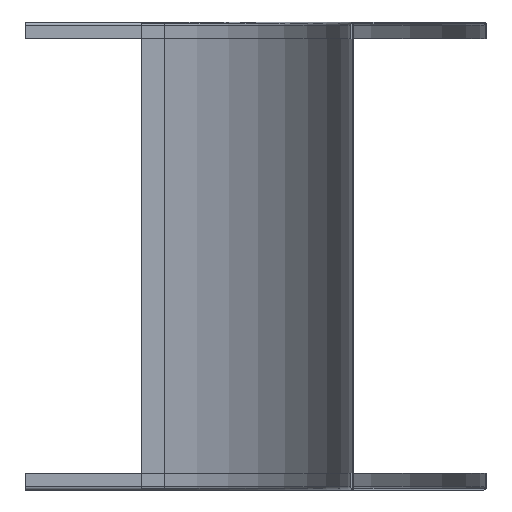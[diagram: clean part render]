
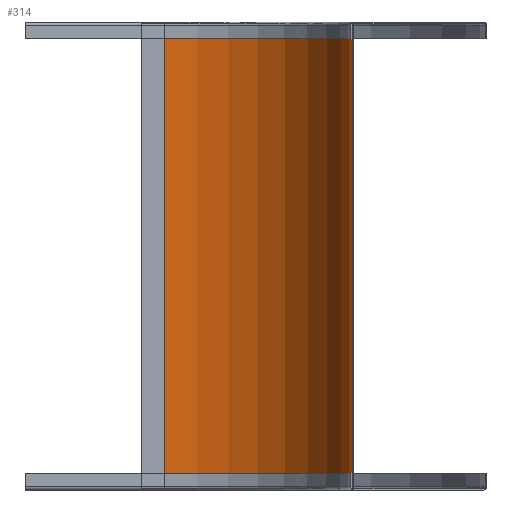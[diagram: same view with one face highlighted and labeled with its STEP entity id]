
A CAD part, front view. The second image highlights one B-rep face of the part: STEP entity #314.
In plain terms, the highlighted cylindrical face has radius 121.75 mm (diameter 243.5 mm), a partial arc.
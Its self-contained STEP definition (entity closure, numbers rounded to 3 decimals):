
#26=CARTESIAN_POINT('',(-15.,121.75,-200.));
#27=DIRECTION('',(0.,0.,1.));
#28=DIRECTION('',(-1.,0.,0.));
#29=AXIS2_PLACEMENT_3D('',#26,#27,#28);
#68=CARTESIAN_POINT('',(-15.,121.75,101.5));
#69=DIRECTION('',(0.,0.,-1.));
#70=DIRECTION('',(0.,-1.,0.));
#71=AXIS2_PLACEMENT_3D('',#68,#69,#70);
#101=DIRECTION('',(0.,0.,-1.));
#102=VECTOR('',#101,301.5);
#103=CARTESIAN_POINT('',(-15.,0.,101.5));
#104=LINE('',#103,#102);
#105=DIRECTION('',(0.,0.,1.));
#106=VECTOR('',#105,301.5);
#107=CARTESIAN_POINT('',(-136.75,121.75,-200.));
#108=LINE('',#107,#106);
#109=CARTESIAN_POINT('',(-15.,0.,101.5));
#110=CARTESIAN_POINT('',(-136.75,121.75,101.5));
#111=VERTEX_POINT('',#109);
#112=VERTEX_POINT('',#110);
#125=CARTESIAN_POINT('',(-136.75,121.75,-200.));
#126=CARTESIAN_POINT('',(-15.,0.,-200.));
#127=VERTEX_POINT('',#125);
#128=VERTEX_POINT('',#126);
#303=CARTESIAN_POINT('',(-15.,121.75,101.5));
#304=DIRECTION('',(0.,0.,-1.));
#305=DIRECTION('',(-1.,0.,0.));
#306=AXIS2_PLACEMENT_3D('',#303,#304,#305);
#307=CYLINDRICAL_SURFACE('',#306,121.75);
#308=ORIENTED_EDGE('',*,*,#185,.T.);
#309=ORIENTED_EDGE('',*,*,#273,.F.);
#310=ORIENTED_EDGE('',*,*,#244,.T.);
#311=ORIENTED_EDGE('',*,*,#164,.F.);
#312=EDGE_LOOP('',(#308,#309,#310,#311));
#313=FACE_OUTER_BOUND('',#312,.F.);
#314=ADVANCED_FACE('',(#313),#307,.F.);
#30=CIRCLE('',#29,121.75);
#72=CIRCLE('',#71,121.75);
#164=EDGE_CURVE('',#127,#112,#108,.T.);
#185=EDGE_CURVE('',#127,#128,#30,.T.);
#244=EDGE_CURVE('',#111,#112,#72,.T.);
#273=EDGE_CURVE('',#111,#128,#104,.T.);
